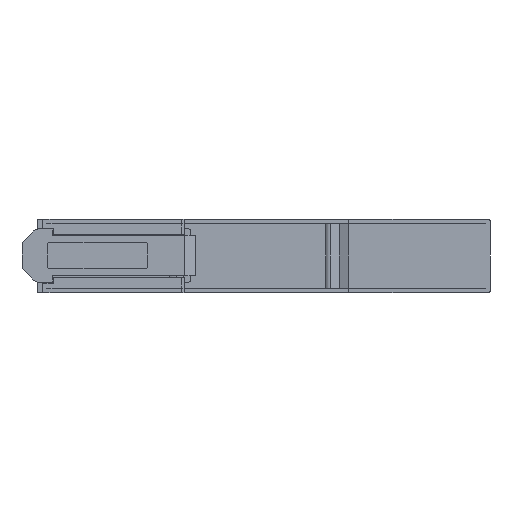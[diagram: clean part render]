
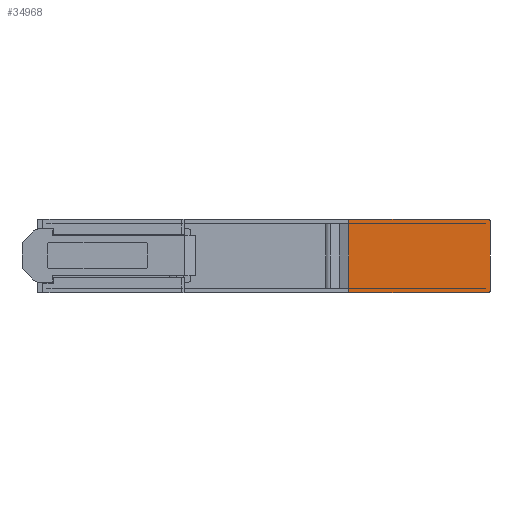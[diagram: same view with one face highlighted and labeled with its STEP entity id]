
A CAD part, front view. The second image highlights one B-rep face of the part: STEP entity #34968.
In plain terms, the highlighted planar face has unit normal (0, -1, 0).
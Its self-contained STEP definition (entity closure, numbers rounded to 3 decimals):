
#1803=DIRECTION('',(-1.,0.,0.));
#1804=VECTOR('',#1803,29.65);
#1805=CARTESIAN_POINT('',(95.8,-29.,-6.95));
#1806=LINE('',#1805,#1804);
#7011=DIRECTION('',(-1.,0.,0.));
#7012=VECTOR('',#7011,30.25);
#7013=CARTESIAN_POINT('',(96.4,-29.,-7.925));
#7014=LINE('',#7013,#7012);
#7298=DIRECTION('',(0.,0.,-1.));
#7299=VECTOR('',#7298,0.9);
#7300=CARTESIAN_POINT('',(66.15,-29.,-7.025));
#7301=LINE('',#7300,#7299);
#7302=DIRECTION('',(-1.,0.,0.));
#7303=VECTOR('',#7302,29.65);
#7304=CARTESIAN_POINT('',(95.8,-29.,-7.025));
#7305=LINE('',#7304,#7303);
#7306=DIRECTION('',(0.,0.,-1.));
#7307=VECTOR('',#7306,0.075);
#7308=CARTESIAN_POINT('',(95.8,-29.,-6.95));
#7309=LINE('',#7308,#7307);
#7310=DIRECTION('',(0.,0.,-1.));
#7311=VECTOR('',#7310,13.9);
#7312=CARTESIAN_POINT('',(66.15,-29.,6.95));
#7313=LINE('',#7312,#7311);
#7314=DIRECTION('',(-1.,0.,0.));
#7315=VECTOR('',#7314,29.65);
#7316=CARTESIAN_POINT('',(95.8,-29.,6.95));
#7317=LINE('',#7316,#7315);
#7318=DIRECTION('',(0.,0.,-1.));
#7319=VECTOR('',#7318,0.075);
#7320=CARTESIAN_POINT('',(95.8,-29.,7.025));
#7321=LINE('',#7320,#7319);
#7322=DIRECTION('',(1.,0.,0.));
#7323=VECTOR('',#7322,29.65);
#7324=CARTESIAN_POINT('',(66.15,-29.,7.025));
#7325=LINE('',#7324,#7323);
#7326=DIRECTION('',(0.,0.,-1.));
#7327=VECTOR('',#7326,0.9);
#7328=CARTESIAN_POINT('',(66.15,-29.,7.925));
#7329=LINE('',#7328,#7327);
#7330=DIRECTION('',(-1.,0.,0.));
#7331=VECTOR('',#7330,30.25);
#7332=CARTESIAN_POINT('',(96.4,-29.,7.925));
#7333=LINE('',#7332,#7331);
#7334=CARTESIAN_POINT('',(96.4,-29.,7.625));
#7335=DIRECTION('',(0.,-1.,0.));
#7336=DIRECTION('',(1.,0.,0.));
#7337=AXIS2_PLACEMENT_3D('',#7334,#7335,#7336);
#7339=DIRECTION('',(0.,0.,1.));
#7340=VECTOR('',#7339,15.25);
#7341=CARTESIAN_POINT('',(96.7,-29.,-7.625));
#7342=LINE('',#7341,#7340);
#7343=CARTESIAN_POINT('',(96.4,-29.,-7.625));
#7344=DIRECTION('',(0.,-1.,0.));
#7345=DIRECTION('',(0.,0.,-1.));
#7346=AXIS2_PLACEMENT_3D('',#7343,#7344,#7345);
#20644=CARTESIAN_POINT('',(96.7,-29.,7.625));
#20646=VERTEX_POINT('',#20644);
#21501=CARTESIAN_POINT('',(96.4,-29.,7.925));
#21503=VERTEX_POINT('',#21501);
#22508=CARTESIAN_POINT('',(95.8,-29.,7.025));
#22509=CARTESIAN_POINT('',(95.8,-29.,6.95));
#22510=VERTEX_POINT('',#22508);
#22511=VERTEX_POINT('',#22509);
#22767=CARTESIAN_POINT('',(66.15,-29.,-7.025));
#22768=CARTESIAN_POINT('',(66.15,-29.,-7.925));
#22769=VERTEX_POINT('',#22767);
#22770=VERTEX_POINT('',#22768);
#22915=CARTESIAN_POINT('',(66.15,-29.,7.025));
#22916=VERTEX_POINT('',#22915);
#23183=CARTESIAN_POINT('',(95.8,-29.,-6.95));
#23184=CARTESIAN_POINT('',(66.15,-29.,-6.95));
#23185=VERTEX_POINT('',#23183);
#23186=VERTEX_POINT('',#23184);
#24067=CARTESIAN_POINT('',(95.8,-29.,-7.025));
#24068=VERTEX_POINT('',#24067);
#24233=CARTESIAN_POINT('',(96.7,-29.,-7.625));
#24234=VERTEX_POINT('',#24233);
#24292=CARTESIAN_POINT('',(96.4,-29.,-7.925));
#24293=VERTEX_POINT('',#24292);
#24523=CARTESIAN_POINT('',(66.15,-29.,7.925));
#24524=VERTEX_POINT('',#24523);
#25017=CARTESIAN_POINT('',(66.15,-29.,6.95));
#25018=VERTEX_POINT('',#25017);
#34941=CARTESIAN_POINT('',(0.,-29.,7.925));
#34942=DIRECTION('',(0.,1.,0.));
#34943=DIRECTION('',(0.,0.,1.));
#34944=AXIS2_PLACEMENT_3D('',#34941,#34942,#34943);
#34945=PLANE('',#34944);
#34946=ORIENTED_EDGE('',*,*,#34457,.T.);
#34948=ORIENTED_EDGE('',*,*,#34947,.F.);
#34949=ORIENTED_EDGE('',*,*,#28005,.F.);
#34950=ORIENTED_EDGE('',*,*,#34914,.F.);
#34951=ORIENTED_EDGE('',*,*,#28185,.T.);
#34953=ORIENTED_EDGE('',*,*,#34952,.F.);
#34954=ORIENTED_EDGE('',*,*,#28625,.F.);
#34955=ORIENTED_EDGE('',*,*,#34901,.F.);
#34956=ORIENTED_EDGE('',*,*,#27811,.F.);
#34958=ORIENTED_EDGE('',*,*,#34957,.F.);
#34959=ORIENTED_EDGE('',*,*,#27710,.F.);
#34961=ORIENTED_EDGE('',*,*,#34960,.F.);
#34963=ORIENTED_EDGE('',*,*,#34962,.F.);
#34965=ORIENTED_EDGE('',*,*,#34964,.F.);
#34966=EDGE_LOOP('',(#34946,#34948,#34949,#34950,#34951,#34953,#34954,#34955,
#34956,#34958,#34959,#34961,#34963,#34965));
#34967=FACE_OUTER_BOUND('',#34966,.F.);
#34968=ADVANCED_FACE('',(#34967),#34945,.F.);
#7338=CIRCLE('',#7337,0.3);
#7347=CIRCLE('',#7346,0.3);
#27710=EDGE_CURVE('',#21503,#24524,#7333,.T.);
#27811=EDGE_CURVE('',#22916,#22510,#7325,.T.);
#28005=EDGE_CURVE('',#24068,#22769,#7305,.T.);
#28185=EDGE_CURVE('',#23185,#23186,#1806,.T.);
#28625=EDGE_CURVE('',#22511,#25018,#7317,.T.);
#34457=EDGE_CURVE('',#24293,#22770,#7014,.T.);
#34901=EDGE_CURVE('',#22510,#22511,#7321,.T.);
#34914=EDGE_CURVE('',#23185,#24068,#7309,.T.);
#34947=EDGE_CURVE('',#22769,#22770,#7301,.T.);
#34952=EDGE_CURVE('',#25018,#23186,#7313,.T.);
#34957=EDGE_CURVE('',#24524,#22916,#7329,.T.);
#34960=EDGE_CURVE('',#20646,#21503,#7338,.T.);
#34962=EDGE_CURVE('',#24234,#20646,#7342,.T.);
#34964=EDGE_CURVE('',#24293,#24234,#7347,.T.);
